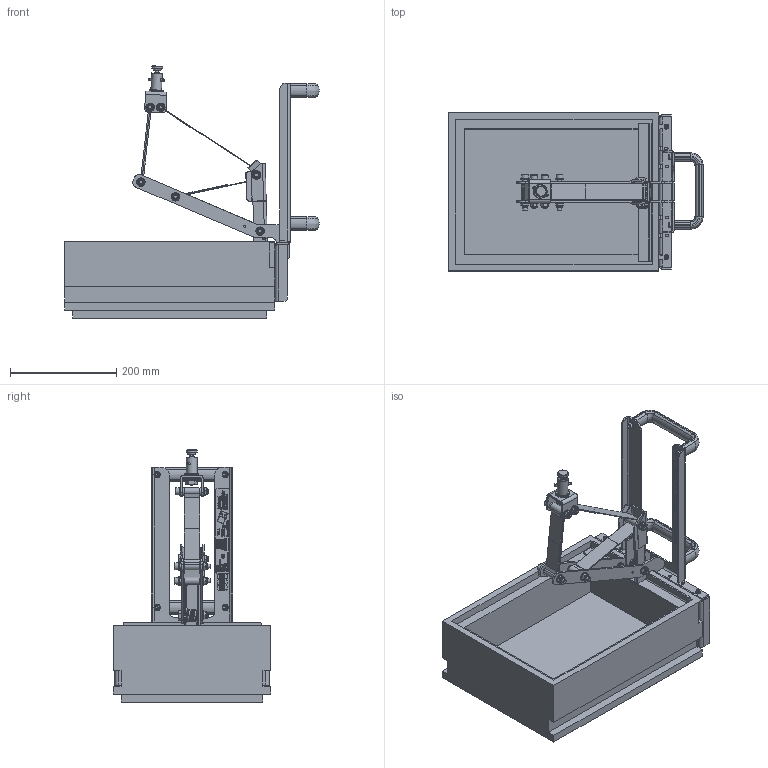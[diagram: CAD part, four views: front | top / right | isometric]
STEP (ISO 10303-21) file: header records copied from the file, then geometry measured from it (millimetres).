
FILE_DESCRIPTION(/* description */ (''),/* implementation_level */ '2;1');
FILE_NAME(/* name */ 'CGKG26.stp',/* time_stamp */ '2019-04-18T11:12:05+02:00',/* author */ ('helmut.rube'),/* organization */ (''),/* preprocessor_version */ 'ST-DEVELOPER v17.2',/* originating_system */ 'Autodesk Inventor 2019',/* authorisation */ '');
FILE_SCHEMA (('AUTOMOTIVE_DESIGN { 1 0 10303 214 3 1 1 }'));
Products named in the file (1): 001-ENG-080500
Bounding box: 477.94 x 297 x 474.58 mm (x, y, z)
Volume: 8409102.3 mm3; surface area: 924202.1 mm2
Topology: 20 solids, 33 shells, 4966 faces, 13434 edges, 8922 vertices
Faces by surface type: plane 2581, bspline 1818, cylinder 386, cone 91, torus 54, sphere 36
Full cylindrical faces by diameter (mm): 2 x18, 2.25 x3, 2.279 x1, 4 x4, 4.134 x1, 4.3 x2, 4.567 x1, 4.917 x4, 6 x4, 6.4 x4, 6.7 x1, 7 x4, 8 x11, 8.4 x10, 8.5 x6, 9 x2, 10 x7, 10.1 x3, 10.106 x1, 10.5 x2, 11 x4, 11.05 x6, 11.053 x1, 12 x10, 12.5 x1, 13 x5, 14 x4, 16 x10, 17.2 x1, 20 x2
Entity records: 177555 total; most frequent: CARTESIAN_POINT 59130, ORIENTED_EDGE 26840, DIRECTION 17109, EDGE_CURVE 13420, VERTEX_POINT 8922, LINE 8279, VECTOR 8279, EDGE_LOOP 5529
